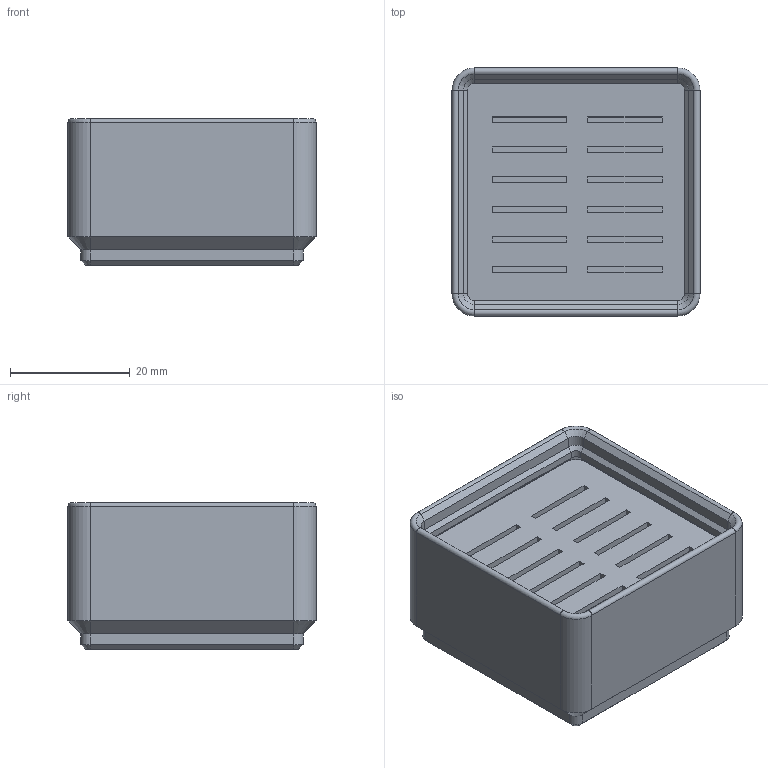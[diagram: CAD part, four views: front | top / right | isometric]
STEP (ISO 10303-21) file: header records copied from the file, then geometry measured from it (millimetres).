
FILE_DESCRIPTION(/* description */ ('STEP AP242','CAx-IF Rec.Pracs.---Representation and Presentation of Product Manufacturing Information (PMI)---4.0---2014-10-13','CAx-IF Rec.Pracs.---3D Tessellated Geometry---0.4---2014-09-14','2;1'),/* implementation_level */ '2;1');
FILE_NAME(/* name */ '6330b28f10a2360b5141e6e3',/* time_stamp */ '2022-09-25T19:57:04+00:00',/* author */ (''),/* organization */ (''),/* preprocessor_version */ 'ST-DEVELOPER v18.102',/* originating_system */ ' ',/* authorisation */ ' ');
FILE_SCHEMA (('AP242_MANAGED_MODEL_BASED_3D_ENGINEERING_MIM_LF { 1 0 10303 442 1 1 4 }'));
Length unit declared in the file: metre
Products named in the file (1): Part 1
Bounding box: 41.5 x 41.5 x 24.55 mm (x, y, z)
Volume: 29854.3 mm3; surface area: 11597.4 mm2
Topology: 1 solids, 1 shells, 210 faces, 476 edges, 284 vertices
Faces by surface type: plane 154, cylinder 32, cone 20, torus 4
Full cylindrical faces by diameter (mm): 3 x4, 6.5 x4
Entity records: 5662 total; most frequent: DIRECTION 982, CARTESIAN_POINT 955, ORIENTED_EDGE 928, EDGE_CURVE 464, LINE 368, VECTOR 368, AXIS2_PLACEMENT_3D 307, VERTEX_POINT 280
